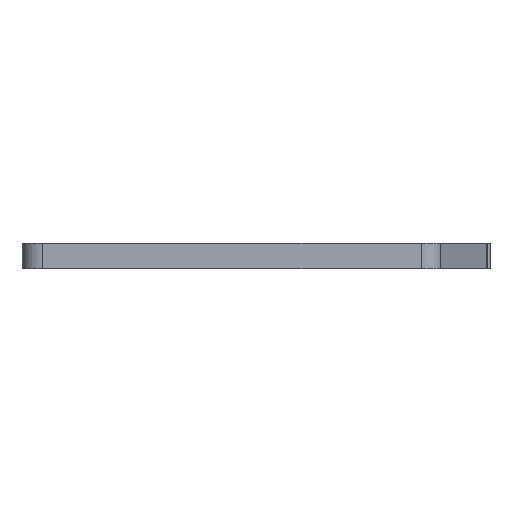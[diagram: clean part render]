
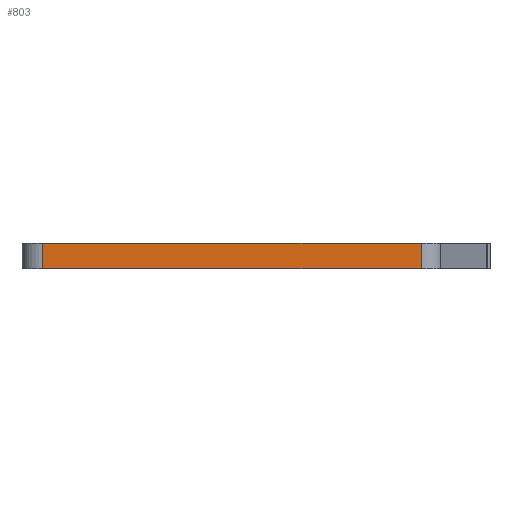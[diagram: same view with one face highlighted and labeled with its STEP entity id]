
A CAD part, front view. The second image highlights one B-rep face of the part: STEP entity #803.
In plain terms, the highlighted planar face has unit normal (0, -1, 0).
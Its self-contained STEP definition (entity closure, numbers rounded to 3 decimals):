
#30=PLANE('',#889);
#60=FACE_OUTER_BOUND('',#106,.T.);
#106=EDGE_LOOP('',(#673,#674,#675,#676));
#145=LINE('',#1221,#222);
#159=LINE('',#1270,#236);
#185=LINE('',#1356,#262);
#186=LINE('',#1358,#263);
#222=VECTOR('',#963,90.499);
#236=VECTOR('',#1005,90.499);
#262=VECTOR('',#1091,6.);
#263=VECTOR('',#1094,6.);
#333=VERTEX_POINT('',#1177);
#354=VERTEX_POINT('',#1219);
#373=VERTEX_POINT('',#1266);
#375=VERTEX_POINT('',#1269);
#435=EDGE_CURVE('',#333,#354,#145,.T.);
#459=EDGE_CURVE('',#373,#375,#159,.T.);
#503=EDGE_CURVE('',#333,#373,#185,.T.);
#504=EDGE_CURVE('',#375,#354,#186,.T.);
#673=ORIENTED_EDGE('',*,*,#503,.F.);
#674=ORIENTED_EDGE('',*,*,#435,.T.);
#675=ORIENTED_EDGE('',*,*,#504,.F.);
#676=ORIENTED_EDGE('',*,*,#459,.F.);
#803=ADVANCED_FACE('',(#60),#30,.T.);
#889=AXIS2_PLACEMENT_3D('',#1357,#1092,#1093);
#963=DIRECTION('',(1.,0.,0.));
#1005=DIRECTION('',(1.,0.,0.));
#1091=DIRECTION('',(0.,0.,1.));
#1092=DIRECTION('center_axis',(0.,-1.,0.));
#1093=DIRECTION('ref_axis',(1.,0.,0.));
#1094=DIRECTION('',(0.,0.,-1.));
#1177=CARTESIAN_POINT('',(-52.,-58.,0.));
#1219=CARTESIAN_POINT('',(38.499,-58.,0.));
#1221=CARTESIAN_POINT('',(-57.,-58.,0.));
#1266=CARTESIAN_POINT('',(-52.,-58.,6.));
#1269=CARTESIAN_POINT('',(38.499,-58.,6.));
#1270=CARTESIAN_POINT('',(-57.,-58.,6.));
#1356=CARTESIAN_POINT('',(-52.,-58.,0.));
#1357=CARTESIAN_POINT('Origin',(-57.,-58.,0.));
#1358=CARTESIAN_POINT('',(38.499,-58.,0.));
